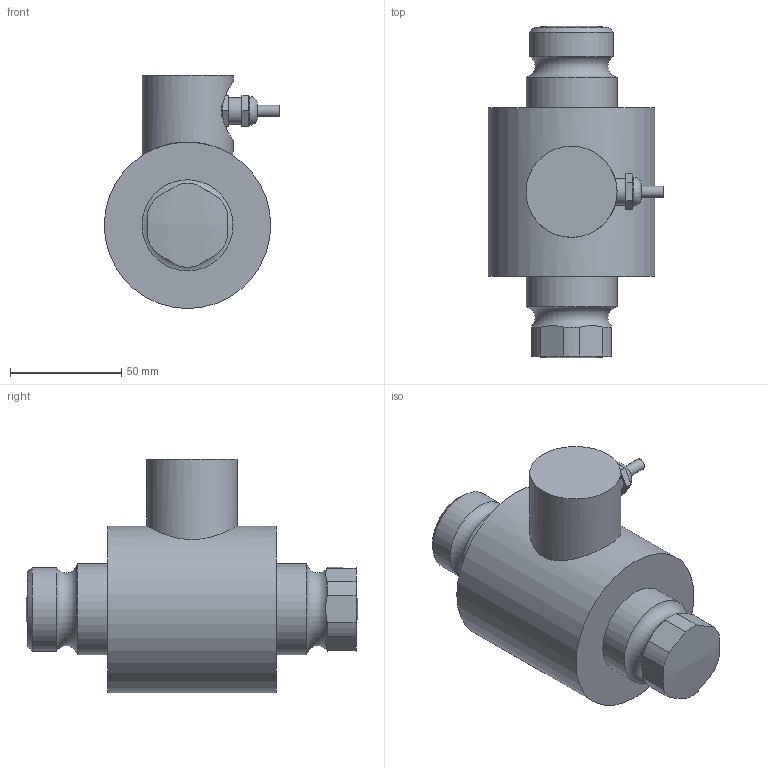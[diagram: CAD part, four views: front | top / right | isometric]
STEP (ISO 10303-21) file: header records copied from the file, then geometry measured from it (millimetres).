
FILE_DESCRIPTION(/* description */ (''),/* implementation_level */ '2;1');
FILE_NAME(/* name */ '106TS-SE30-t v2.step',/* time_stamp */ '2020-01-31T15:28:45-08:00',/* author */ (''),/* organization */ (''),/* preprocessor_version */ 'ST-DEVELOPER v18',/* originating_system */ 'Autodesk Translation Framework v8.12.0.6',/* authorisation */ '');
FILE_SCHEMA (('AUTOMOTIVE_DESIGN { 1 0 10303 214 3 1 1 }'));
Length unit declared in the file: millimetre
Products named in the file (2): 106TS-SE30-t; Connector
Assembly tree (1 placements, depth 2):
  106TS-SE30-t
    Connector
Bounding box: 79.03 x 149.53 x 105 mm (x, y, z)
Volume: 459856.5 mm3; surface area: 41379.7 mm2
Topology: 2 solids, 2 shells, 53 faces, 128 edges, 88 vertices
Faces by surface type: plane 29, cylinder 17, sphere 2, torus 2, cone 2, bspline 1
Full cylindrical faces by diameter (mm): 5.1 x1, 9.906 x1, 12 x2, 13 x1, 26.6 x1, 37.7 x1, 41 x3, 75 x1
Entity records: 1806 total; most frequent: CARTESIAN_POINT 467, DIRECTION 285, ORIENTED_EDGE 254, EDGE_CURVE 127, AXIS2_PLACEMENT_3D 112, VERTEX_POINT 88, EDGE_LOOP 63, LINE 61
